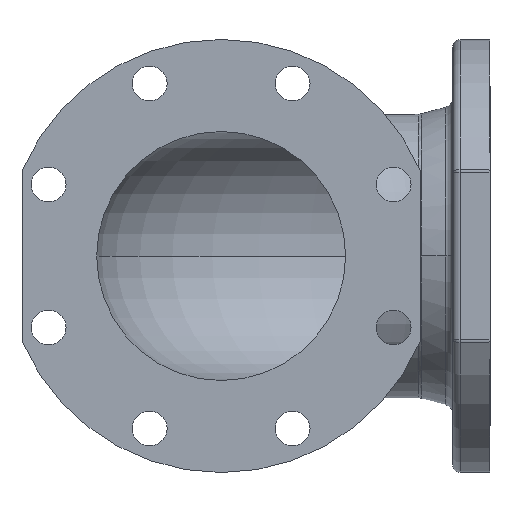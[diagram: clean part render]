
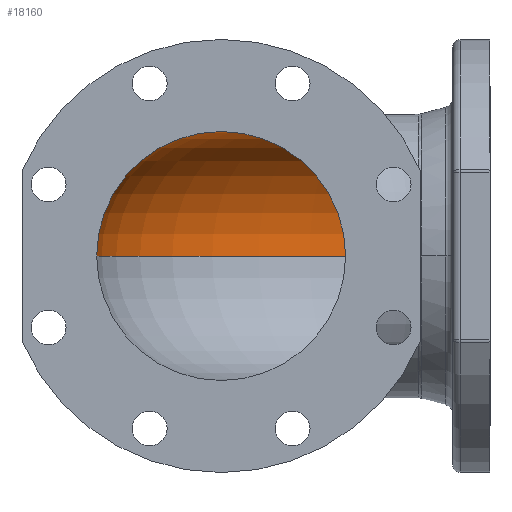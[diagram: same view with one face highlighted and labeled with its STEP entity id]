
A CAD part, front view. The second image highlights one B-rep face of the part: STEP entity #18160.
In plain terms, the highlighted toroidal (fillet/blend) face has major radius 80 mm and minor radius 50 mm.
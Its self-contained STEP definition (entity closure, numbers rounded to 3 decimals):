
#579 = EDGE_LOOP ( 'NONE', ( #844, #847, #845, #846, #819, #843 ) ) ;
#819 = ORIENTED_EDGE ( 'NONE', *, *, #11453, .F. ) ;
#843 = ORIENTED_EDGE ( 'NONE', *, *, #11467, .F. ) ;
#844 = ORIENTED_EDGE ( 'NONE', *, *, #11457, .F. ) ;
#845 = ORIENTED_EDGE ( 'NONE', *, *, #11466, .T. ) ;
#846 = ORIENTED_EDGE ( 'NONE', *, *, #11459, .T. ) ;
#847 = ORIENTED_EDGE ( 'NONE', *, *, #11455, .T. ) ;
#2867 = CARTESIAN_POINT ( 'NONE',  ( 50., 28., 0. ) ) ;
#2868 = CARTESIAN_POINT ( 'NONE',  ( 80., 58., 0. ) ) ;
#2869 = CARTESIAN_POINT ( 'NONE',  ( 80., 108., 50. ) ) ;
#2870 = CARTESIAN_POINT ( 'NONE',  ( 80., 158., 0. ) ) ;
#2871 = CARTESIAN_POINT ( 'NONE',  ( 0., 28., 50. ) ) ;
#2872 = CARTESIAN_POINT ( 'NONE',  ( -50., 28., 0. ) ) ;
#8341 = AXIS2_PLACEMENT_3D ( 'NONE', #10430, #10438, #10439 ) ;
#8343 = AXIS2_PLACEMENT_3D ( 'NONE', #10426, #10431, #10432 ) ;
#8344 = AXIS2_PLACEMENT_3D ( 'NONE', #10434, #10481, #10482 ) ;
#8345 = AXIS2_PLACEMENT_3D ( 'NONE', #10472, #10474, #10475 ) ;
#8346 = AXIS2_PLACEMENT_3D ( 'NONE', #10491, #10543, #10544 ) ;
#8348 = AXIS2_PLACEMENT_3D ( 'NONE', #10534, #10540, #10541 ) ;
#8795 = AXIS2_PLACEMENT_3D ( 'NONE', #16079, #16027, #16081 ) ;
#9144 = CIRCLE ( 'NONE', #8343, 30. ) ;
#9146 = CIRCLE ( 'NONE', #8341, 130. ) ;
#9148 = CIRCLE ( 'NONE', #8345, 50. ) ;
#9150 = CIRCLE ( 'NONE', #8344, 50. ) ;
#9152 = CIRCLE ( 'NONE', #8348, 50. ) ;
#9154 = CIRCLE ( 'NONE', #8346, 50. ) ;
#10426 = CARTESIAN_POINT ( 'NONE',  ( 80., 28., 0. ) ) ;
#10430 = CARTESIAN_POINT ( 'NONE',  ( 80., 28., 0. ) ) ;
#10431 = DIRECTION ( 'NONE',  ( 0., 0., -1. ) ) ;
#10432 = DIRECTION ( 'NONE',  ( -1., 0., 0. ) ) ;
#10434 = CARTESIAN_POINT ( 'NONE',  ( 80., 108., 0. ) ) ;
#10438 = DIRECTION ( 'NONE',  ( 0., 0., -1. ) ) ;
#10439 = DIRECTION ( 'NONE',  ( -1., 0., 0. ) ) ;
#10472 = CARTESIAN_POINT ( 'NONE',  ( 0., 28., 0. ) ) ;
#10474 = DIRECTION ( 'NONE',  ( 0., 1., 0. ) ) ;
#10475 = DIRECTION ( 'NONE',  ( 0., 0., 1. ) ) ;
#10481 = DIRECTION ( 'NONE',  ( 1., 0., 0. ) ) ;
#10482 = DIRECTION ( 'NONE',  ( 0., 0., 1. ) ) ;
#10491 = CARTESIAN_POINT ( 'NONE',  ( 0., 28., 0. ) ) ;
#10534 = CARTESIAN_POINT ( 'NONE',  ( 80., 108., 0. ) ) ;
#10540 = DIRECTION ( 'NONE',  ( 1., 0., 0. ) ) ;
#10541 = DIRECTION ( 'NONE',  ( 0., 0., 1. ) ) ;
#10543 = DIRECTION ( 'NONE',  ( 0., 1., 0. ) ) ;
#10544 = DIRECTION ( 'NONE',  ( 0., 0., 1. ) ) ;
#11453 = EDGE_CURVE ( 'NONE', #13339, #13340, #9144, .T. ) ;
#11455 = EDGE_CURVE ( 'NONE', #13345, #13342, #9146, .T. ) ;
#11457 = EDGE_CURVE ( 'NONE', #13345, #13343, #9148, .T. ) ;
#11459 = EDGE_CURVE ( 'NONE', #13341, #13340, #9150, .T. ) ;
#11466 = EDGE_CURVE ( 'NONE', #13342, #13341, #9152, .T. ) ;
#11467 = EDGE_CURVE ( 'NONE', #13343, #13339, #9154, .T. ) ;
#12705 = FACE_OUTER_BOUND ( 'NONE', #579, .T. ) ;
#12712 = TOROIDAL_SURFACE ( 'NONE', #8795, 80., 50. ) ;
#13339 = VERTEX_POINT ( 'NONE', #2867 ) ;
#13340 = VERTEX_POINT ( 'NONE', #2868 ) ;
#13341 = VERTEX_POINT ( 'NONE', #2869 ) ;
#13342 = VERTEX_POINT ( 'NONE', #2870 ) ;
#13343 = VERTEX_POINT ( 'NONE', #2871 ) ;
#13345 = VERTEX_POINT ( 'NONE', #2872 ) ;
#16027 = DIRECTION ( 'NONE',  ( 0., 0., -1. ) ) ;
#16079 = CARTESIAN_POINT ( 'NONE',  ( 80., 28., 0. ) ) ;
#16081 = DIRECTION ( 'NONE',  ( -1., 0., 0. ) ) ;
#18160 = ADVANCED_FACE ( 'NONE', ( #12705 ), #12712, .F. ) ;
